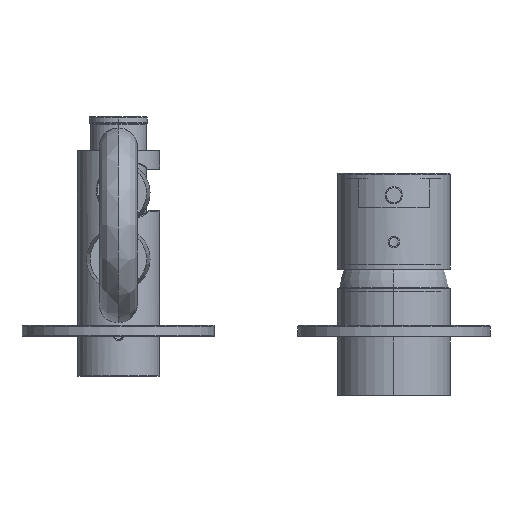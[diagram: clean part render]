
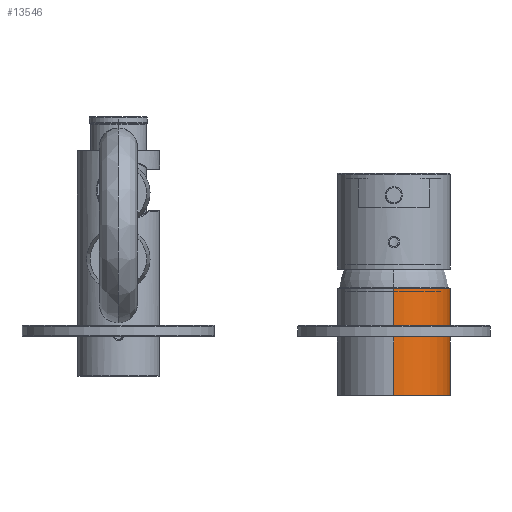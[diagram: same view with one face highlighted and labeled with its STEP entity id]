
A CAD part, front view. The second image highlights one B-rep face of the part: STEP entity #13546.
In plain terms, the highlighted cylindrical face has radius 20.5 mm (diameter 41 mm), a partial arc.
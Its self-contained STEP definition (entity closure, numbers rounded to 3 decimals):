
#881 = EDGE_CURVE ( 'NONE', #10543, #3401, #13757, .T. ) ;
#955 = DIRECTION ( 'NONE',  ( 0., 0., 1. ) ) ;
#1464 = FACE_OUTER_BOUND ( 'NONE', #11842, .T. ) ;
#1547 = CARTESIAN_POINT ( 'NONE',  ( 0., 0., -20.5 ) ) ;
#1678 = ORIENTED_EDGE ( 'NONE', *, *, #881, .F. ) ;
#2187 = CARTESIAN_POINT ( 'NONE',  ( 0., 0., 0. ) ) ;
#2198 = DIRECTION ( 'NONE',  ( 0., -1., 0. ) ) ;
#2527 = CARTESIAN_POINT ( 'NONE',  ( 0., 0., -20.5 ) ) ;
#3401 = VERTEX_POINT ( 'NONE', #11626 ) ;
#3714 = ORIENTED_EDGE ( 'NONE', *, *, #11321, .F. ) ;
#3976 = EDGE_CURVE ( 'NONE', #11894, #5971, #7603, .T. ) ;
#4632 = DIRECTION ( 'NONE',  ( 0., 0., -1. ) ) ;
#4738 = LINE ( 'NONE', #2527, #8702 ) ;
#4765 = CYLINDRICAL_SURFACE ( 'NONE', #14170, 20.5 ) ;
#5255 = VECTOR ( 'NONE', #2198, 1000. ) ;
#5971 = VERTEX_POINT ( 'NONE', #6867 ) ;
#6636 = LINE ( 'NONE', #13388, #5255 ) ;
#6867 = CARTESIAN_POINT ( 'NONE',  ( 0., 38.8, 20.5 ) ) ;
#6976 = CARTESIAN_POINT ( 'NONE',  ( 0., 0., 0. ) ) ;
#7557 = AXIS2_PLACEMENT_3D ( 'NONE', #2187, #10931, #4632 ) ;
#7603 = CIRCLE ( 'NONE', #8497, 20.5 ) ;
#7990 = DIRECTION ( 'NONE',  ( 0., -1., 0. ) ) ;
#8497 = AXIS2_PLACEMENT_3D ( 'NONE', #9629, #11785, #955 ) ;
#8702 = VECTOR ( 'NONE', #10334, 1000. ) ;
#9629 = CARTESIAN_POINT ( 'NONE',  ( 0., 38.8, 0. ) ) ;
#10334 = DIRECTION ( 'NONE',  ( 0., -1., 0. ) ) ;
#10499 = ORIENTED_EDGE ( 'NONE', *, *, #12359, .T. ) ;
#10543 = VERTEX_POINT ( 'NONE', #1547 ) ;
#10931 = DIRECTION ( 'NONE',  ( 0., -1., 0. ) ) ;
#11321 = EDGE_CURVE ( 'NONE', #11894, #10543, #4738, .T. ) ;
#11354 = DIRECTION ( 'NONE',  ( 0., 0., -1. ) ) ;
#11626 = CARTESIAN_POINT ( 'NONE',  ( 0., 0., 20.5 ) ) ;
#11785 = DIRECTION ( 'NONE',  ( 0., -1., 0. ) ) ;
#11842 = EDGE_LOOP ( 'NONE', ( #13969, #10499, #1678, #3714 ) ) ;
#11894 = VERTEX_POINT ( 'NONE', #13826 ) ;
#12359 = EDGE_CURVE ( 'NONE', #5971, #3401, #6636, .T. ) ;
#13388 = CARTESIAN_POINT ( 'NONE',  ( 0., 0., 20.5 ) ) ;
#13546 = ADVANCED_FACE ( 'NONE', ( #1464 ), #4765, .T. ) ;
#13757 = CIRCLE ( 'NONE', #7557, 20.5 ) ;
#13826 = CARTESIAN_POINT ( 'NONE',  ( 0., 38.8, -20.5 ) ) ;
#13969 = ORIENTED_EDGE ( 'NONE', *, *, #3976, .T. ) ;
#14170 = AXIS2_PLACEMENT_3D ( 'NONE', #6976, #7990, #11354 ) ;
